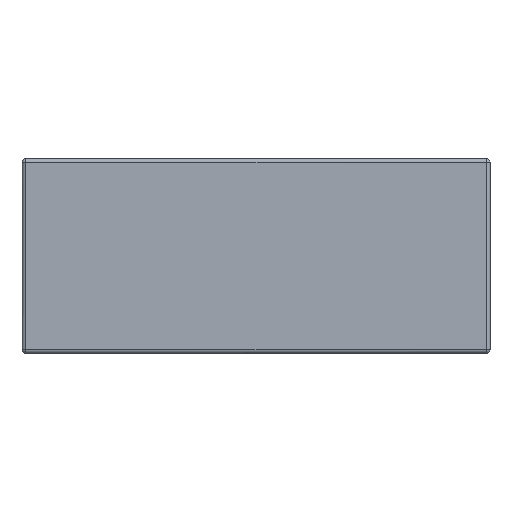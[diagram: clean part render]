
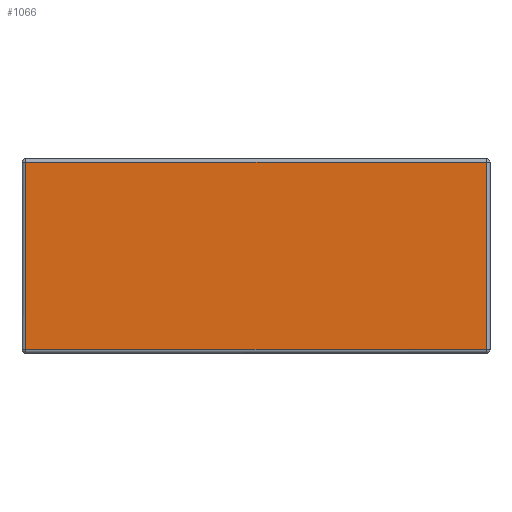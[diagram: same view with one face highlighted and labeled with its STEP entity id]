
A CAD part, top view. The second image highlights one B-rep face of the part: STEP entity #1066.
In plain terms, the highlighted planar face has unit normal (0, 0, 1).
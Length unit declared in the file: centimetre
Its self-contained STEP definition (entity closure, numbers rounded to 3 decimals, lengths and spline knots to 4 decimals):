
#211=PLANE('',#4099);
#1066=ADVANCED_FACE('',(#1278),#211,.T.);
#1278=FACE_OUTER_BOUND('',#1490,.T.);
#1490=EDGE_LOOP('',(#2301,#2302,#2303,#2304));
#2301=ORIENTED_EDGE('',*,*,#2855,.F.);
#2302=ORIENTED_EDGE('',*,*,#2852,.F.);
#2303=ORIENTED_EDGE('',*,*,#2872,.F.);
#2304=ORIENTED_EDGE('',*,*,#2862,.F.);
#2852=EDGE_CURVE('',#3796,#3791,#3333,.T.);
#2855=EDGE_CURVE('',#3791,#3794,#3335,.T.);
#2862=EDGE_CURVE('',#3794,#3800,#3339,.T.);
#2872=EDGE_CURVE('',#3800,#3796,#3345,.T.);
#3333=B_SPLINE_CURVE_WITH_KNOTS('',1,(#6513,#6514),.UNSPECIFIED.,.F.,.F.,
(2,2),(-2420.,-20.),.UNSPECIFIED.);
#3335=B_SPLINE_CURVE_WITH_KNOTS('',1,(#6520,#6521),.UNSPECIFIED.,.F.,.F.,
(2,2),(-996.,-20.),.UNSPECIFIED.);
#3339=B_SPLINE_CURVE_WITH_KNOTS('',1,(#6537,#6538),.UNSPECIFIED.,.F.,.F.,
(2,2),(-2420.,-20.),.UNSPECIFIED.);
#3345=B_SPLINE_CURVE_WITH_KNOTS('',1,(#6561,#6562),.UNSPECIFIED.,.F.,.F.,
(2,2),(-996.,-20.),.UNSPECIFIED.);
#3791=VERTEX_POINT('',#6478);
#3794=VERTEX_POINT('',#6481);
#3796=VERTEX_POINT('',#6483);
#3800=VERTEX_POINT('',#6487);
#4099=AXIS2_PLACEMENT_3D('',#6470,#4310,$);
#4310=DIRECTION('',(0.,0.,1.));
#6470=CARTESIAN_POINT('',(201.9325,-20.35,72.2));
#6478=CARTESIAN_POINT('',(-40.0675,-18.35,72.2));
#6481=CARTESIAN_POINT('',(-40.0675,79.25,72.2));
#6483=CARTESIAN_POINT('',(199.9325,-18.35,72.2));
#6487=CARTESIAN_POINT('',(199.9325,79.25,72.2));
#6513=CARTESIAN_POINT('',(199.9325,-18.35,72.2));
#6514=CARTESIAN_POINT('',(-40.0675,-18.35,72.2));
#6520=CARTESIAN_POINT('',(-40.0675,-18.35,72.2));
#6521=CARTESIAN_POINT('',(-40.0675,79.25,72.2));
#6537=CARTESIAN_POINT('',(-40.0675,79.25,72.2));
#6538=CARTESIAN_POINT('',(199.9325,79.25,72.2));
#6561=CARTESIAN_POINT('',(199.9325,79.25,72.2));
#6562=CARTESIAN_POINT('',(199.9325,-18.35,72.2));
